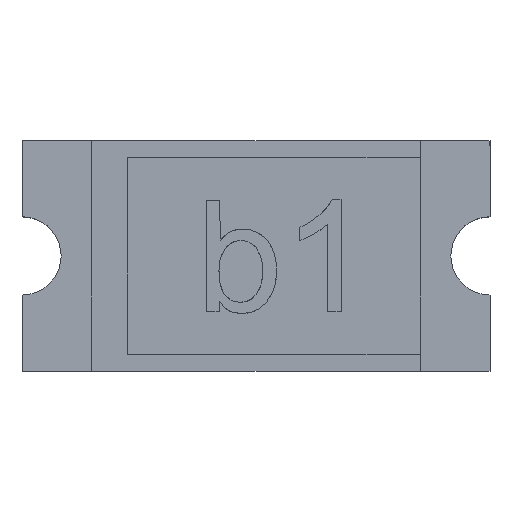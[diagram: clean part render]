
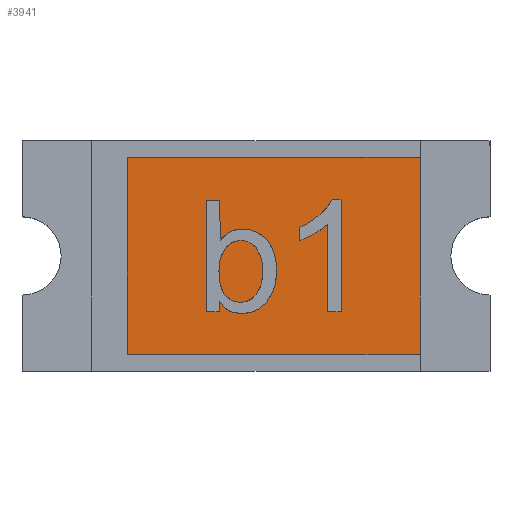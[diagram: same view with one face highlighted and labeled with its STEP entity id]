
A CAD part, top view. The second image highlights one B-rep face of the part: STEP entity #3941.
In plain terms, the highlighted planar face has unit normal (0, 0, 1).
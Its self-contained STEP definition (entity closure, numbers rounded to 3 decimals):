
#233=PLANE('',#4299);
#490=LINE('',#6569,#930);
#494=LINE('',#6578,#934);
#497=LINE('',#6584,#937);
#500=LINE('',#6590,#940);
#930=VECTOR('',#4756,1000.);
#934=VECTOR('',#4762,1000.);
#937=VECTOR('',#4767,1000.);
#940=VECTOR('',#4772,1000.);
#1710=ORIENTED_EDGE('',*,*,#2585,.F.);
#1711=ORIENTED_EDGE('',*,*,#2582,.F.);
#1712=ORIENTED_EDGE('',*,*,#2578,.F.);
#1713=ORIENTED_EDGE('',*,*,#2588,.F.);
#2578=EDGE_CURVE('',#3062,#3063,#490,.T.);
#2582=EDGE_CURVE('',#3063,#3066,#494,.T.);
#2585=EDGE_CURVE('',#3066,#3068,#497,.T.);
#2588=EDGE_CURVE('',#3068,#3062,#500,.T.);
#3062=VERTEX_POINT('',#6570);
#3063=VERTEX_POINT('',#6571);
#3066=VERTEX_POINT('',#6579);
#3068=VERTEX_POINT('',#6585);
#3461=EDGE_LOOP('',(#1710,#1711,#1712,#1713));
#3683=FACE_BOUND('',#3461,.T.);
#3941=ADVANCED_FACE('',(#3683),#233,.T.);
#4299=AXIS2_PLACEMENT_3D('',#6593,#4776,#4777);
#4756=DIRECTION('',(-1.,0.,0.));
#4762=DIRECTION('',(0.,1.,0.));
#4767=DIRECTION('',(1.,0.,0.));
#4772=DIRECTION('',(0.,-1.,0.));
#4776=DIRECTION('',(0.,0.,1.));
#4777=DIRECTION('',(1.,0.,0.));
#6569=CARTESIAN_POINT('',(-0.397,-0.705,0.348));
#6570=CARTESIAN_POINT('',(1.175,-0.705,0.348));
#6571=CARTESIAN_POINT('',(-0.921,-0.705,0.348));
#6578=CARTESIAN_POINT('',(-0.921,0.353,0.348));
#6579=CARTESIAN_POINT('',(-0.921,0.705,0.348));
#6584=CARTESIAN_POINT('',(0.651,0.705,0.348));
#6585=CARTESIAN_POINT('',(1.175,0.705,0.348));
#6590=CARTESIAN_POINT('',(1.175,-0.352,0.348));
#6593=CARTESIAN_POINT('',(0.127,0.,0.348));
